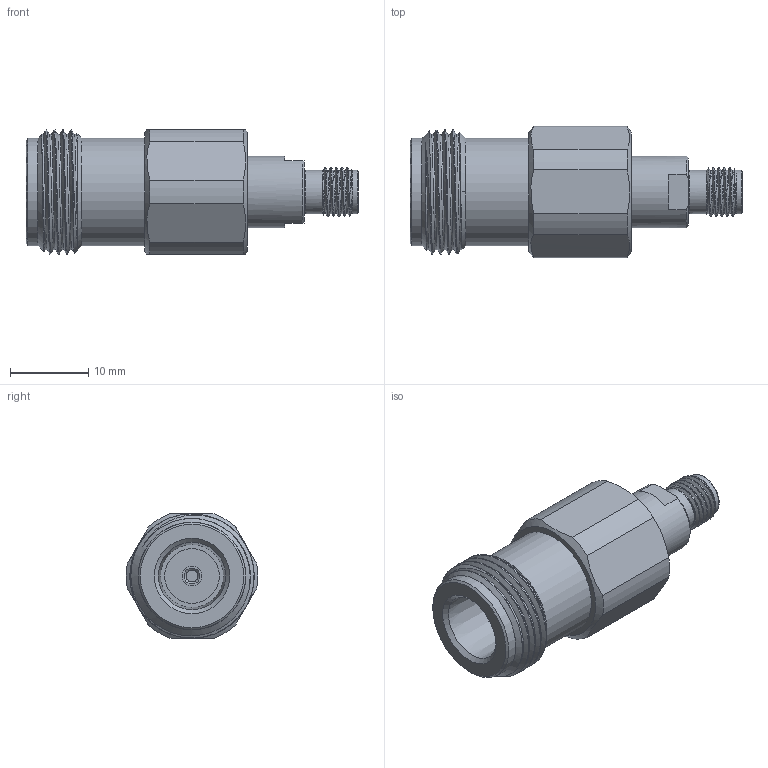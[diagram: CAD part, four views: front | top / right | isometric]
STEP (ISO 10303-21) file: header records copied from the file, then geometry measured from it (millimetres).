
FILE_DESCRIPTION (( 'STEP AP203' ), '1' );
FILE_NAME ('PE9664_3D.step', '2021-10-25T15:28:57', ( '' ), ( '' ), 'SwSTEP 2.0', 'SolidWorks 2021', '' );
FILE_SCHEMA (( 'CONFIG_CONTROL_DESIGN' ));
Length unit declared in the file: inch
Products named in the file (1): PE9664_3D
Bounding box: 42.42 x 16.81 x 15.88 mm (x, y, z)
Volume: 5212.8 mm3; surface area: 2699.8 mm2
Topology: 1 solids, 1 shells, 98 faces, 246 edges, 161 vertices
Faces by surface type: plane 43, cylinder 28, cone 19, bspline 6, torus 2
Full cylindrical faces by diameter (mm): 0.94 x1, 1.194 x1, 1.524 x1, 2.54 x1, 2.92 x1, 4.572 x1, 5.582 x2, 6.985 x1, 9.137 x1, 13.716 x2
Entity records: 6566 total; most frequent: CARTESIAN_POINT 4419, ORIENTED_EDGE 432, DIRECTION 394, EDGE_CURVE 216, AXIS2_PLACEMENT_3D 168, VERTEX_POINT 152, EDGE_LOOP 130, FACE_OUTER_BOUND 112
